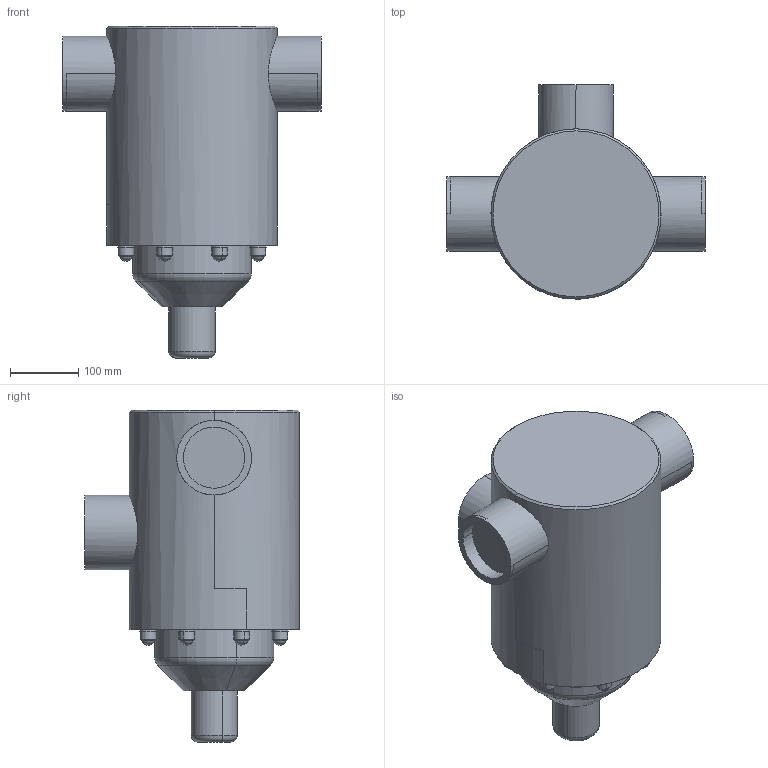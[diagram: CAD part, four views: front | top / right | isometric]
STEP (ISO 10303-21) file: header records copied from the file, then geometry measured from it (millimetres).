
FILE_DESCRIPTION((''),'2;1');
FILE_NAME('KU_V85_PP_100_17005467','2019-06-04T',('Kattner'),(''),'PRO/ENGINEER BY PARAMETRIC TECHNOLOGY CORPORATION, 2016360','PRO/ENGINEER BY PARAMETRIC TECHNOLOGY CORPORATION, 2016360','');
FILE_SCHEMA(('AUTOMOTIVE_DESIGN { 1 0 10303 214 1 1 1 1 }'));
Length unit declared in the file: millimetre
Products named in the file (1): KU_V85_PP_100_17005467
Bounding box: 380 x 315 x 488 mm (x, y, z)
Volume: 19487555.8 mm3; surface area: 497969.8 mm2
Topology: 1 solids, 1 shells, 126 faces, 300 edges, 182 vertices
Faces by surface type: cylinder 50, cone 38, plane 18, sphere 16, torus 4
Entity records: 3773 total; most frequent: CARTESIAN_POINT 710, DIRECTION 704, ORIENTED_EDGE 568, AXIS2_PLACEMENT_3D 304, EDGE_CURVE 284, VERTEX_POINT 182, CIRCLE 178, EDGE_LOOP 148
